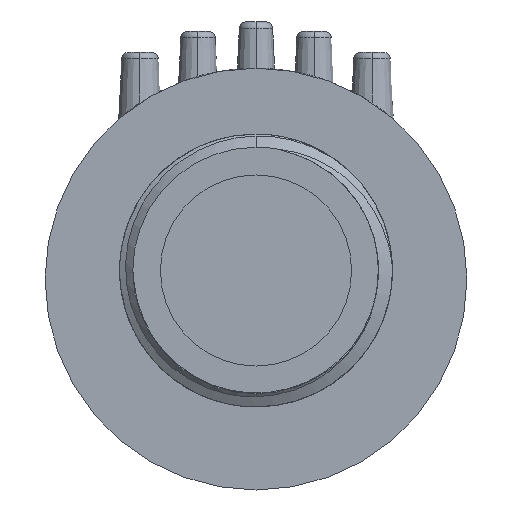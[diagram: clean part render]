
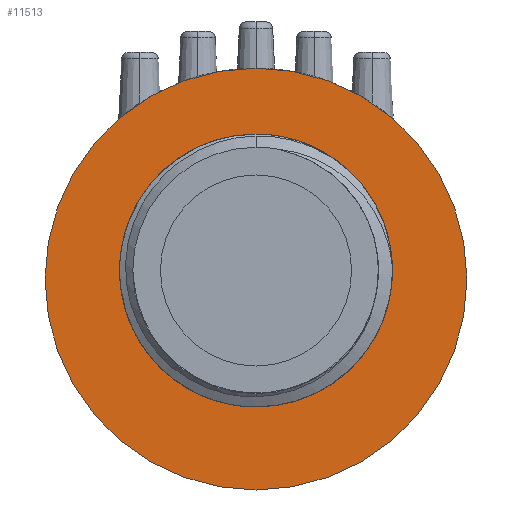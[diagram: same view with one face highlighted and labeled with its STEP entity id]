
A CAD part, front view. The second image highlights one B-rep face of the part: STEP entity #11513.
In plain terms, the highlighted planar face has unit normal (0, -1, 0).
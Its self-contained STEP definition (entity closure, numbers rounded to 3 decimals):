
#370 = ORIENTED_EDGE ( 'NONE', *, *, #15190, .F. ) ;
#382 = CARTESIAN_POINT ( 'NONE',  ( 0., 0., 0. ) ) ;
#2300 = VERTEX_POINT ( 'NONE', #18963 ) ;
#2334 = CARTESIAN_POINT ( 'NONE',  ( 0., 0., 0. ) ) ;
#3290 = DIRECTION ( 'NONE',  ( -1., 0., 0. ) ) ;
#5252 = DIRECTION ( 'NONE',  ( 1., 0., 0. ) ) ;
#6448 = FACE_OUTER_BOUND ( 'NONE', #9045, .T. ) ;
#6789 = DIRECTION ( 'NONE',  ( 0., -1., 0. ) ) ;
#6903 = VERTEX_POINT ( 'NONE', #34540 ) ;
#7681 = EDGE_CURVE ( 'NONE', #15907, #12011, #33413, .T. ) ;
#9045 = EDGE_LOOP ( 'NONE', ( #32347, #32829 ) ) ;
#9559 = AXIS2_PLACEMENT_3D ( 'NONE', #33911, #16590, #36817 ) ;
#10375 = EDGE_LOOP ( 'NONE', ( #32025, #370 ) ) ;
#11513 = ADVANCED_FACE ( 'NONE', ( #21880, #6448 ), #22274, .T. ) ;
#12011 = VERTEX_POINT ( 'NONE', #33867 ) ;
#12383 = CARTESIAN_POINT ( 'NONE',  ( 0., 0., -8.55 ) ) ;
#13990 = DIRECTION ( 'NONE',  ( 0., -1., 0. ) ) ;
#14359 = CIRCLE ( 'NONE', #17303, 16. ) ;
#15190 = EDGE_CURVE ( 'NONE', #12011, #15907, #19636, .T. ) ;
#15907 = VERTEX_POINT ( 'NONE', #12383 ) ;
#16590 = DIRECTION ( 'NONE',  ( 0., -1., 0. ) ) ;
#17303 = AXIS2_PLACEMENT_3D ( 'NONE', #382, #20651, #3290 ) ;
#17683 = AXIS2_PLACEMENT_3D ( 'NONE', #31333, #13990, #34232 ) ;
#18582 = EDGE_CURVE ( 'NONE', #6903, #2300, #14359, .T. ) ;
#18963 = CARTESIAN_POINT ( 'NONE',  ( 16., 0., 0. ) ) ;
#19636 = CIRCLE ( 'NONE', #17683, 9.2 ) ;
#20651 = DIRECTION ( 'NONE',  ( 0., 1., 0. ) ) ;
#21561 = CIRCLE ( 'NONE', #35524, 16. ) ;
#21880 = FACE_BOUND ( 'NONE', #10375, .T. ) ;
#22274 = PLANE ( 'NONE',  #9559 ) ;
#22597 = DIRECTION ( 'NONE',  ( 0., 1., 0. ) ) ;
#24133 = CARTESIAN_POINT ( 'NONE',  ( 0., 0., 0.65 ) ) ;
#24487 = AXIS2_PLACEMENT_3D ( 'NONE', #24133, #6789, #27054 ) ;
#27054 = DIRECTION ( 'NONE',  ( 0., 0., -1. ) ) ;
#28098 = EDGE_CURVE ( 'NONE', #2300, #6903, #21561, .T. ) ;
#31333 = CARTESIAN_POINT ( 'NONE',  ( 0., 0., 0.65 ) ) ;
#32025 = ORIENTED_EDGE ( 'NONE', *, *, #7681, .F. ) ;
#32347 = ORIENTED_EDGE ( 'NONE', *, *, #28098, .F. ) ;
#32829 = ORIENTED_EDGE ( 'NONE', *, *, #18582, .F. ) ;
#33413 = CIRCLE ( 'NONE', #24487, 9.2 ) ;
#33867 = CARTESIAN_POINT ( 'NONE',  ( 0., 0., 9.85 ) ) ;
#33911 = CARTESIAN_POINT ( 'NONE',  ( 0., 0., 0. ) ) ;
#34232 = DIRECTION ( 'NONE',  ( 0., 0., -1. ) ) ;
#34540 = CARTESIAN_POINT ( 'NONE',  ( -16., 0., 0. ) ) ;
#35524 = AXIS2_PLACEMENT_3D ( 'NONE', #2334, #22597, #5252 ) ;
#36817 = DIRECTION ( 'NONE',  ( 0., 0., -1. ) ) ;
